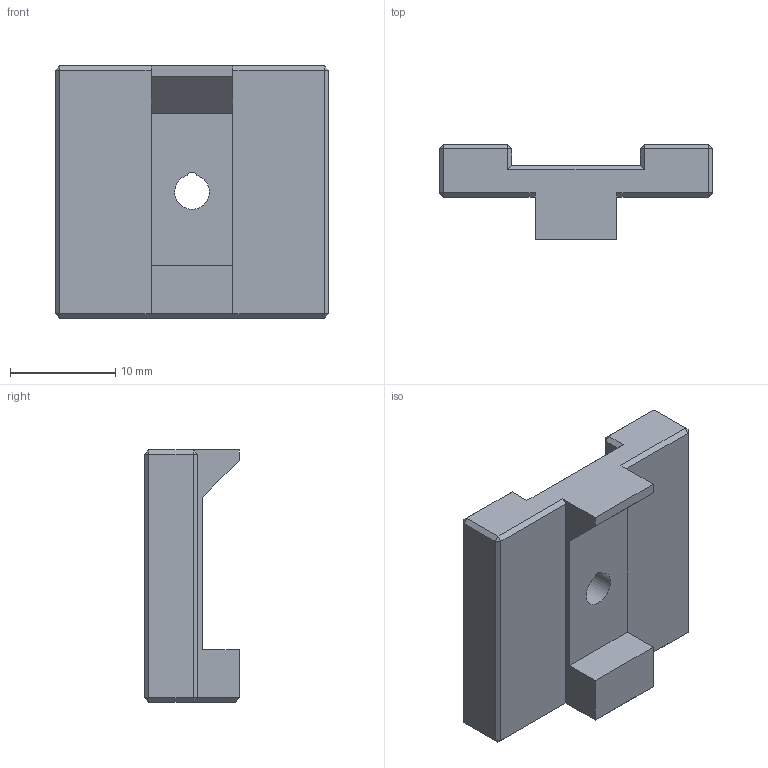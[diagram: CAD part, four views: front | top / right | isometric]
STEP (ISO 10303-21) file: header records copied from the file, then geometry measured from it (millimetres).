
FILE_DESCRIPTION(('FreeCAD Model'),'2;1');
FILE_NAME('node-rev2.step','2020-04-24T00:33:08',('Author'),(''), 'Open CASCADE STEP processor 7.3','FreeCAD','Unknown');
FILE_SCHEMA(('AUTOMOTIVE_DESIGN { 1 0 10303 214 1 1 1 1 }'));
Length unit declared in the file: millimetre
Products named in the file (1): node-rev2-exp
Bounding box: 26 x 9 x 24 mm (x, y, z)
Volume: 2787.4 mm3; surface area: 1929.2 mm2
Topology: 1 solids, 1 shells, 59 faces, 131 edges, 74 vertices
Faces by surface type: plane 57, cylinder 2
Entity records: 3677 total; most frequent: CARTESIAN_POINT 533, DIRECTION 513, LINE 375, VECTOR 375, ORIENTED_EDGE 262, PCURVE 262, DEFINITIONAL_REPRESENTATION 262, EDGE_CURVE 131
